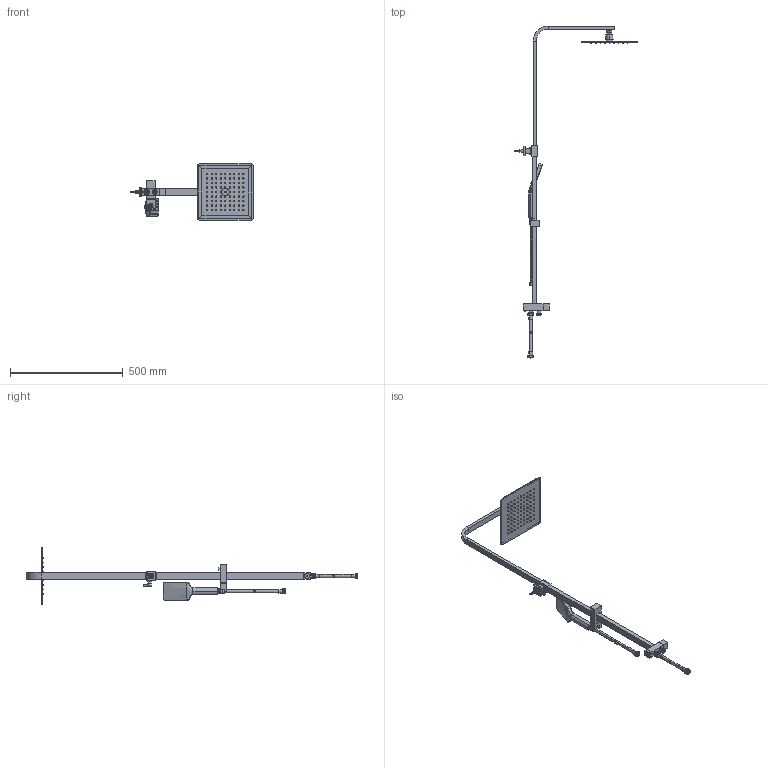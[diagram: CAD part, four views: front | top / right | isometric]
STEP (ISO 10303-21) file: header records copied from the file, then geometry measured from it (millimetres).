
FILE_DESCRIPTION (( 'STEP AP214' ), '1' );
FILE_NAME ('34BL.STEP', '2022-02-14T08:47:14', ( 'China' ), ( 'Home' ), 'SwSTEP 2.0', 'SolidWorks 2018', '' );
FILE_SCHEMA (( 'AUTOMOTIVE_DESIGN' ));
Length unit declared in the file: millimetre
Products named in the file (18): 壩梠郋; 花洒软管1530; 煦阨ん极00015; 22222; 輛阨奪515; 賑杶; 煦阨ん杶璃; 方花洒-0001; M5; 翋wef极1; 250源階驗; 嘐隅盓殤杶; Х釱-11512; 34BL; 赻馴蹟佪-3; 源奪; 堤阨奪-菜え; 黑芛052412132
Assembly tree (26 placements, depth 3):
  34BL
    源奪
    煦阨ん杶璃
      煦阨ん极00015
      黑芛052412132
      M5  x2
    賑杶
    嘐隅盓殤杶
      翋wef极1
      Х釱-11512
      壩梠郋
      赻馴蹟佪-3
      M5  x4
    方花洒-0001
    250源階驗
    22222
    M5
    花洒软管1530
    輛阨奪515
    堤阨奪-菜え  x4
Bounding box: 545 x 1470 x 250 mm (x, y, z)
Volume: 1497654.6 mm3; surface area: 451732.1 mm2
Topology: 26 solids, 26 shells, 1600 faces, 3581 edges, 2373 vertices
Faces by surface type: plane 742, cylinder 567, torus 180, cone 71, bspline 36, sphere 4
Entity records: 55988 total; most frequent: CARTESIAN_POINT 20984, DIRECTION 7403, ORIENTED_EDGE 6750, EDGE_CURVE 3375, AXIS2_PLACEMENT_3D 2962, VERTEX_POINT 2241, EDGE_LOOP 1878, ADVANCED_FACE 1504
